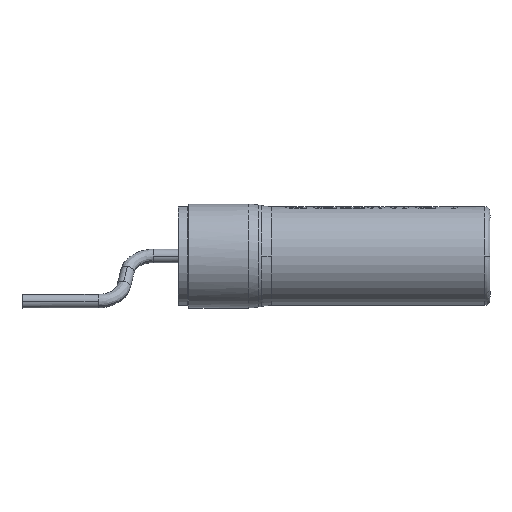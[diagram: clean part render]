
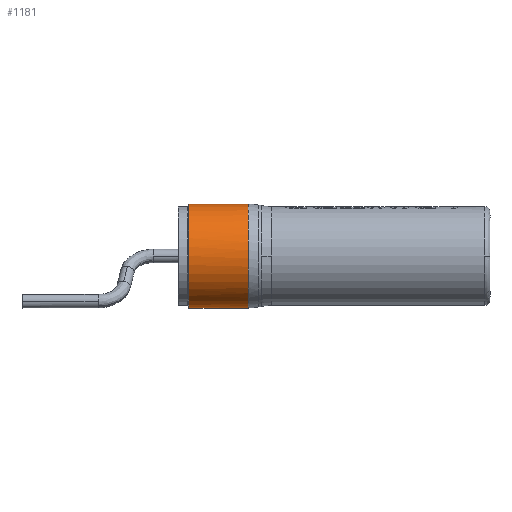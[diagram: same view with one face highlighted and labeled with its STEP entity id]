
A CAD part, front view. The second image highlights one B-rep face of the part: STEP entity #1181.
In plain terms, the highlighted cylindrical face has radius 1 mm (diameter 2 mm), a partial arc.
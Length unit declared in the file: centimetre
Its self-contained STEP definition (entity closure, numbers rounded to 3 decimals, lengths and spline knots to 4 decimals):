
#21 = VERTEX_POINT ( 'NONE', #1240 ) ;
#54 = EDGE_CURVE ( 'NONE', #2917, #213, #3848, .T. ) ;
#196 = FACE_OUTER_BOUND ( 'NONE', #4667, .T. ) ;
#213 = VERTEX_POINT ( 'NONE', #736 ) ;
#297 = EDGE_CURVE ( 'NONE', #213, #21, #5014, .T. ) ;
#454 = DIRECTION ( 'NONE',  ( 0., 0., -1. ) ) ;
#614 = DIRECTION ( 'NONE',  ( 1., 0., 0. ) ) ;
#736 = CARTESIAN_POINT ( 'NONE',  ( 0.021, 0., 0. ) ) ;
#956 = EDGE_CURVE ( 'NONE', #1750, #21, #3637, .T. ) ;
#963 = ORIENTED_EDGE ( 'NONE', *, *, #4876, .T. ) ;
#982 = CARTESIAN_POINT ( 'NONE',  ( 0.1351, 0., 0.2 ) ) ;
#1181 = ADVANCED_FACE ( 'NONE', ( #196 ), #1789, .T. ) ;
#1187 = LINE ( 'NONE', #2982, #4178 ) ;
#1235 = DIRECTION ( 'NONE',  ( 1., 0., 0. ) ) ;
#1240 = CARTESIAN_POINT ( 'NONE',  ( 0.1351, 0., 0. ) ) ;
#1280 = CARTESIAN_POINT ( 'NONE',  ( 0.021, 0., 0.1 ) ) ;
#1396 = CARTESIAN_POINT ( 'NONE',  ( 0.1351, -0.2, 0.2 ) ) ;
#1442 = AXIS2_PLACEMENT_3D ( 'NONE', #1280, #4010, #1673 ) ;
#1463 = CARTESIAN_POINT ( 'NONE',  ( 0.021, 0., 0.2 ) ) ;
#1553 = DIRECTION ( 'NONE',  ( 1., 0., 0. ) ) ;
#1673 = DIRECTION ( 'NONE',  ( 0., 0., -1. ) ) ;
#1750 = VERTEX_POINT ( 'NONE', #3200 ) ;
#1783 = CARTESIAN_POINT ( 'NONE',  ( 0.1351, 0., 0. ) ) ;
#1789 = CYLINDRICAL_SURFACE ( 'NONE', #3194, 0.1 ) ;
#1874 = CARTESIAN_POINT ( 'NONE',  ( 0.021, -0.1, 0.1 ) ) ;
#2056 = DIRECTION ( 'NONE',  ( 1., 0., 0. ) ) ;
#2437 = ORIENTED_EDGE ( 'NONE', *, *, #54, .T. ) ;
#2451 = CARTESIAN_POINT ( 'NONE',  ( 0.021, 0., 0.1 ) ) ;
#2469 = EDGE_CURVE ( 'NONE', #2888, #1750, #1187, .T. ) ;
#2888 = VERTEX_POINT ( 'NONE', #1463 ) ;
#2917 = VERTEX_POINT ( 'NONE', #1874 ) ;
#2982 = CARTESIAN_POINT ( 'NONE',  ( 0.02, 0., 0.2 ) ) ;
#3082 = VECTOR ( 'NONE', #1553, 100. ) ;
#3164 = CIRCLE ( 'NONE', #1442, 0.1 ) ;
#3194 = AXIS2_PLACEMENT_3D ( 'NONE', #3944, #1235, #454 ) ;
#3200 = CARTESIAN_POINT ( 'NONE',  ( 0.1351, 0., 0.2 ) ) ;
#3484 = CARTESIAN_POINT ( 'NONE',  ( 0.02, 0., 0. ) ) ;
#3584 = ORIENTED_EDGE ( 'NONE', *, *, #297, .T. ) ;
#3637 =( BOUNDED_CURVE ( )  B_SPLINE_CURVE ( 3, ( #982, #1396, #4118, #1783 ),
 .UNSPECIFIED., .F., .F. ) 
 B_SPLINE_CURVE_WITH_KNOTS ( ( 4, 4 ),
 ( 0., 0.5 ),
 .UNSPECIFIED. ) 
 CURVE ( )  GEOMETRIC_REPRESENTATION_ITEM ( )  RATIONAL_B_SPLINE_CURVE ( ( 1., 0.333, 0.333, 1. ) ) 
 REPRESENTATION_ITEM ( '' )  );
#3831 = ORIENTED_EDGE ( 'NONE', *, *, #956, .F. ) ;
#3848 = CIRCLE ( 'NONE', #5000, 0.1 ) ;
#3944 = CARTESIAN_POINT ( 'NONE',  ( 0.02, 0., 0.1 ) ) ;
#4010 = DIRECTION ( 'NONE',  ( 1., 0., 0. ) ) ;
#4118 = CARTESIAN_POINT ( 'NONE',  ( 0.1351, -0.2, 0. ) ) ;
#4178 = VECTOR ( 'NONE', #614, 100. ) ;
#4667 = EDGE_LOOP ( 'NONE', ( #4986, #963, #2437, #3584, #3831 ) ) ;
#4753 = DIRECTION ( 'NONE',  ( 0., 0., -1. ) ) ;
#4876 = EDGE_CURVE ( 'NONE', #2888, #2917, #3164, .T. ) ;
#4986 = ORIENTED_EDGE ( 'NONE', *, *, #2469, .F. ) ;
#5000 = AXIS2_PLACEMENT_3D ( 'NONE', #2451, #2056, #4753 ) ;
#5014 = LINE ( 'NONE', #3484, #3082 ) ;
